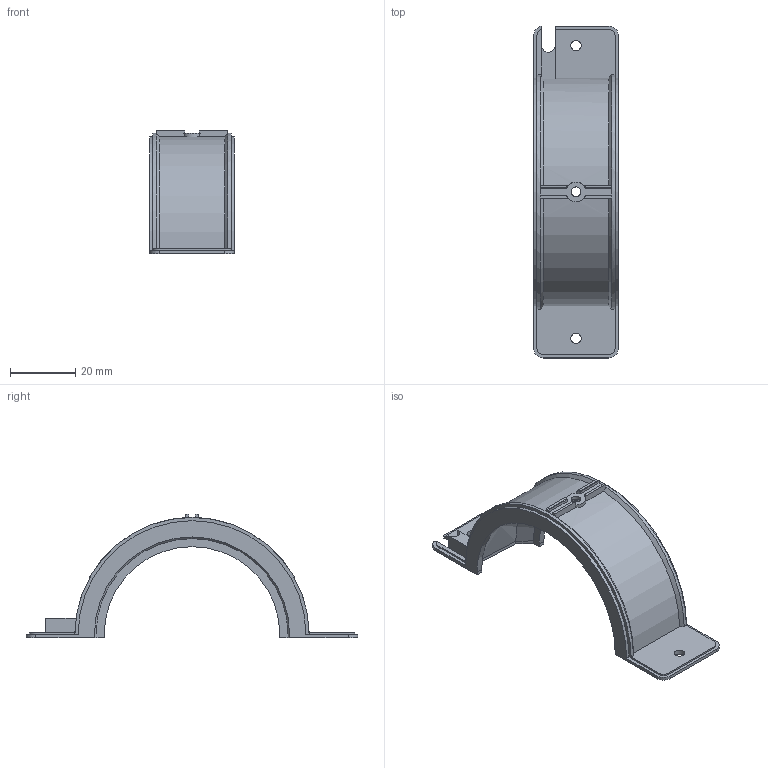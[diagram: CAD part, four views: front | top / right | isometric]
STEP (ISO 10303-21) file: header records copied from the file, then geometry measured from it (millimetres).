
FILE_DESCRIPTION(/* description */ (''),/* implementation_level */ '2;1');
FILE_NAME(/* name */ 'UperPartBack.stp',/* time_stamp */ '2025-04-17T22:30:36+02:00',/* author */ ('ahorat'),/* organization */ (''),/* preprocessor_version */ 'ST-DEVELOPER v20',/* originating_system */ 'Autodesk Inventor 2025',/* authorisation */ '');
FILE_SCHEMA (('AUTOMOTIVE_DESIGN { 1 0 10303 214 3 1 1 }'));
Length unit declared in the file: millimetre
Products named in the file (1): Test
Bounding box: 26 x 102 x 38 mm (x, y, z)
Volume: 8758.8 mm3; surface area: 10011.6 mm2
Topology: 1 solids, 1 shells, 108 faces, 285 edges, 179 vertices
Faces by surface type: plane 67, cylinder 28, cone 11, bspline 1, torus 1
Full cylindrical faces by diameter (mm): 3 x1, 3.2 x2
Entity records: 3511 total; most frequent: CARTESIAN_POINT 802, ORIENTED_EDGE 570, DIRECTION 549, EDGE_CURVE 285, LINE 185, VECTOR 185, AXIS2_PLACEMENT_3D 182, VERTEX_POINT 179
